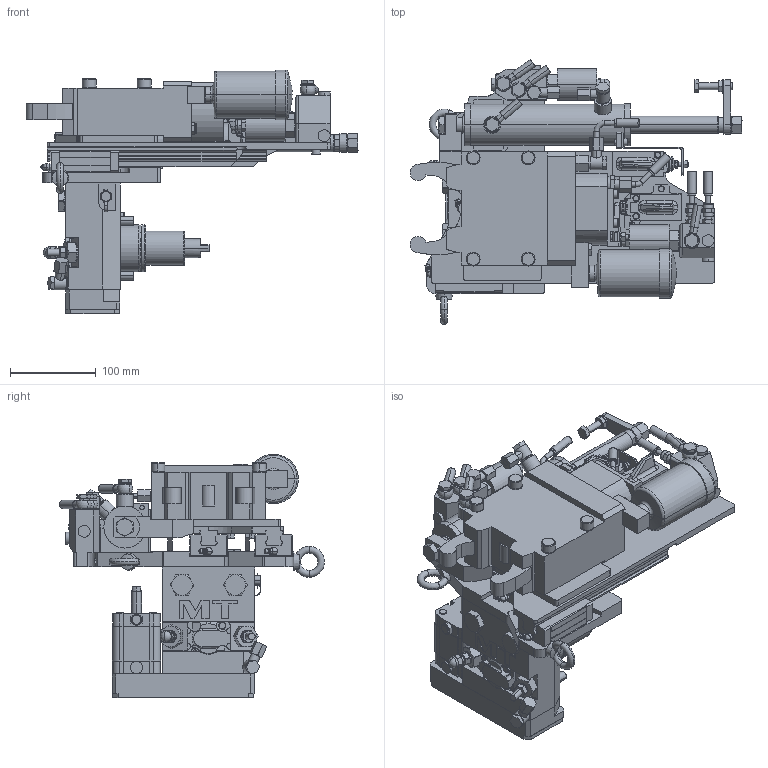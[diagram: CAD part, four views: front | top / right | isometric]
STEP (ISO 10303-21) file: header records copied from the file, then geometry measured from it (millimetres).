
FILE_DESCRIPTION((''),'2;1');
FILE_NAME('DWO0930300EU_CONF','2023-04-14T10:14:21',('gvalli'),('M.T. srl'),'CREO PARAMETRIC BY PTC INC, 2021072','CREO PARAMETRIC BY PTC INC, 2021072','');
FILE_SCHEMA(('CONFIG_CONTROL_DESIGN'));
Products named in the file (1): DWO0930300EU_CONF
Bounding box: 386.62 x 308.69 x 284 mm (x, y, z)
Volume: 5225258.1 mm3; surface area: 578267.6 mm2
Topology: 5 solids, 5 shells, 2618 faces, 6771 edges, 4270 vertices
Faces by surface type: plane 1414, cylinder 764, cone 288, torus 102, sphere 30, bspline 16, extrusion 2, revolution 2
Entity records: 94157 total; most frequent: CARTESIAN_POINT 29974, ORIENTED_EDGE 13490, DIRECTION 13368, EDGE_CURVE 6745, AXIS2_PLACEMENT_3D 4739, VERTEX_POINT 4270, VECTOR 3888, LINE 3886
